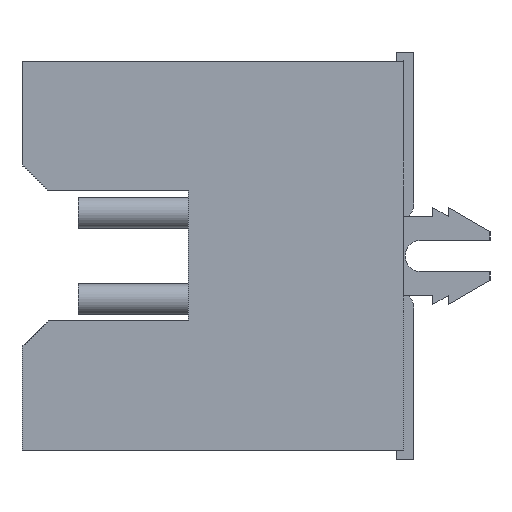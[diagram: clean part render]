
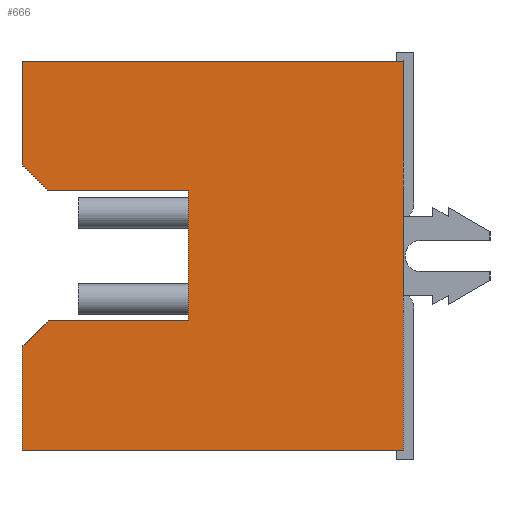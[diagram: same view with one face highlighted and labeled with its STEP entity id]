
A CAD part, left-side view. The second image highlights one B-rep face of the part: STEP entity #666.
In plain terms, the highlighted planar face has unit normal (-1, 0, 0).
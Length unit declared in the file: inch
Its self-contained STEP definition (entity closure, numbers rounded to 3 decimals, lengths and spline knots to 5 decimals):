
#666 = ADVANCED_FACE( '', ( #1590 ), #1591, .F. );
#1590 = FACE_OUTER_BOUND( '', #2824, .T. );
#1591 = PLANE( '', #2825 );
#2824 = EDGE_LOOP( '', ( #4641, #4642, #4643, #4644, #4645, #4646, #4647, #4648, #4649, #4650 ) );
#2825 = AXIS2_PLACEMENT_3D( '', #4651, #4652, #4653 );
#4641 = ORIENTED_EDGE( '', *, *, #7822, .T. );
#4642 = ORIENTED_EDGE( '', *, *, #7756, .T. );
#4643 = ORIENTED_EDGE( '', *, *, #7835, .F. );
#4644 = ORIENTED_EDGE( '', *, *, #7574, .F. );
#4645 = ORIENTED_EDGE( '', *, *, #7836, .T. );
#4646 = ORIENTED_EDGE( '', *, *, #7837, .F. );
#4647 = ORIENTED_EDGE( '', *, *, #7838, .T. );
#4648 = ORIENTED_EDGE( '', *, *, #7839, .T. );
#4649 = ORIENTED_EDGE( '', *, *, #7840, .F. );
#4650 = ORIENTED_EDGE( '', *, *, #7841, .F. );
#4651 = CARTESIAN_POINT( '', ( -0.4375, 0.22, -0.1125 ) );
#4652 = DIRECTION( '', ( 1., 0., 0. ) );
#4653 = DIRECTION( '', ( 0., 0., -1. ) );
#7574 = EDGE_CURVE( '', #9196, #9198, #9199, .T. );
#7756 = EDGE_CURVE( '', #9499, #9500, #9501, .T. );
#7822 = EDGE_CURVE( '', #9604, #9499, #9605, .T. );
#7835 = EDGE_CURVE( '', #9198, #9500, #9625, .T. );
#7836 = EDGE_CURVE( '', #9196, #9626, #9627, .T. );
#7837 = EDGE_CURVE( '', #9628, #9626, #9629, .T. );
#7838 = EDGE_CURVE( '', #9628, #9630, #9631, .T. );
#7839 = EDGE_CURVE( '', #9630, #9632, #9633, .T. );
#7840 = EDGE_CURVE( '', #9634, #9632, #9635, .T. );
#7841 = EDGE_CURVE( '', #9604, #9634, #9636, .T. );
#9196 = VERTEX_POINT( '', #11478 );
#9198 = VERTEX_POINT( '', #11481 );
#9199 = LINE( '', #11482, #11483 );
#9499 = VERTEX_POINT( '', #11891 );
#9500 = VERTEX_POINT( '', #11892 );
#9501 = LINE( '', #11893, #11894 );
#9604 = VERTEX_POINT( '', #12038 );
#9605 = LINE( '', #12039, #12040 );
#9625 = LINE( '', #12069, #12070 );
#9626 = VERTEX_POINT( '', #12071 );
#9627 = LINE( '', #12072, #12073 );
#9628 = VERTEX_POINT( '', #12074 );
#9629 = LINE( '', #12075, #12076 );
#9630 = VERTEX_POINT( '', #12077 );
#9631 = LINE( '', #12078, #12079 );
#9632 = VERTEX_POINT( '', #12080 );
#9633 = LINE( '', #12081, #12082 );
#9634 = VERTEX_POINT( '', #12083 );
#9635 = LINE( '', #12084, #12085 );
#9636 = LINE( '', #12086, #12087 );
#11478 = CARTESIAN_POINT( '', ( -0.4375, 0.205, -0.0375 ) );
#11481 = CARTESIAN_POINT( '', ( -0.4375, 0.124, -0.0375 ) );
#11482 = CARTESIAN_POINT( '', ( -0.4375, 0.316, -0.0375 ) );
#11483 = VECTOR( '', #14030, 39.37008 );
#11891 = CARTESIAN_POINT( '', ( -0.4375, 0.205, 0.0375 ) );
#11892 = CARTESIAN_POINT( '', ( -0.4375, 0.124, 0.0375 ) );
#11893 = CARTESIAN_POINT( '', ( -0.4375, 0.316, 0.0375 ) );
#11894 = VECTOR( '', #14241, 39.37008 );
#12038 = CARTESIAN_POINT( '', ( -0.4375, 0.22, 0.0525 ) );
#12039 = CARTESIAN_POINT( '', ( -0.4375, 0.22, 0.0525 ) );
#12040 = VECTOR( '', #14307, 39.37008 );
#12069 = CARTESIAN_POINT( '', ( -0.4375, 0.124, -0.0375 ) );
#12070 = VECTOR( '', #14317, 39.37008 );
#12071 = CARTESIAN_POINT( '', ( -0.4375, 0.22, -0.0525 ) );
#12072 = CARTESIAN_POINT( '', ( -0.4375, 0.205, -0.0375 ) );
#12073 = VECTOR( '', #14318, 39.37008 );
#12074 = CARTESIAN_POINT( '', ( -0.4375, 0.22, -0.1125 ) );
#12075 = CARTESIAN_POINT( '', ( -0.4375, 0.22, -0.1125 ) );
#12076 = VECTOR( '', #14319, 39.37008 );
#12077 = CARTESIAN_POINT( '', ( -0.4375, 0., -0.1125 ) );
#12078 = CARTESIAN_POINT( '', ( -0.4375, 0.22, -0.1125 ) );
#12079 = VECTOR( '', #14320, 39.37008 );
#12080 = CARTESIAN_POINT( '', ( -0.4375, 0., 0.1125 ) );
#12081 = CARTESIAN_POINT( '', ( -0.4375, 0., -0.1125 ) );
#12082 = VECTOR( '', #14321, 39.37008 );
#12083 = CARTESIAN_POINT( '', ( -0.4375, 0.22, 0.1125 ) );
#12084 = CARTESIAN_POINT( '', ( -0.4375, 0.22, 0.1125 ) );
#12085 = VECTOR( '', #14322, 39.37008 );
#12086 = CARTESIAN_POINT( '', ( -0.4375, 0.22, -0.1125 ) );
#12087 = VECTOR( '', #14323, 39.37008 );
#14030 = DIRECTION( '', ( 0., -1., 0. ) );
#14241 = DIRECTION( '', ( 0., -1., 0. ) );
#14307 = DIRECTION( '', ( 0., -0.707, -0.707 ) );
#14317 = DIRECTION( '', ( 0., 0., 1. ) );
#14318 = DIRECTION( '', ( 0., 0.707, -0.707 ) );
#14319 = DIRECTION( '', ( 0., 0., 1. ) );
#14320 = DIRECTION( '', ( 0., -1., 0. ) );
#14321 = DIRECTION( '', ( 0., 0., 1. ) );
#14322 = DIRECTION( '', ( 0., -1., 0. ) );
#14323 = DIRECTION( '', ( 0., 0., 1. ) );
